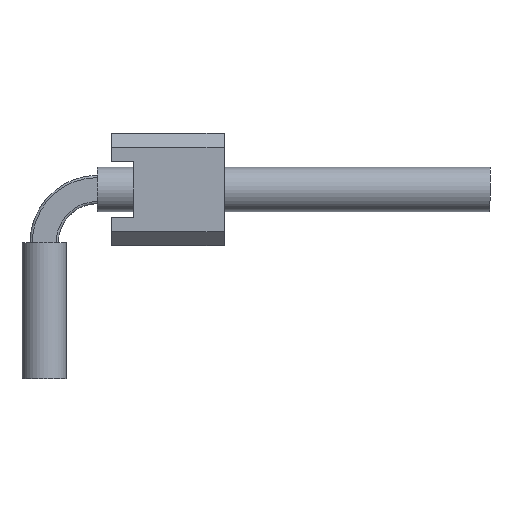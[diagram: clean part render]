
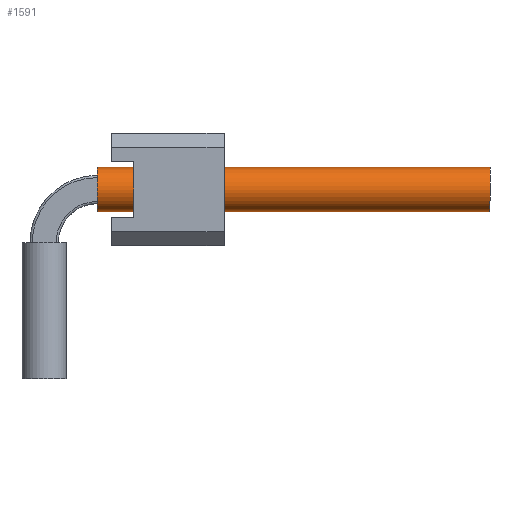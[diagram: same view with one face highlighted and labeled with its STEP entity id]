
A CAD part, left-side view. The second image highlights one B-rep face of the part: STEP entity #1591.
In plain terms, the highlighted cylindrical face has radius 0.5 mm (diameter 1 mm), a full revolution.
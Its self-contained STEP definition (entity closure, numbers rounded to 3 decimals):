
#888=ORIENTED_EDGE('',*,*,#1112,.F.);
#889=ORIENTED_EDGE('',*,*,#1113,.T.);
#1112=EDGE_CURVE('',#1260,#1260,#1304,.T.);
#1113=EDGE_CURVE('',#1261,#1261,#1305,.T.);
#1260=VERTEX_POINT('',#2691);
#1261=VERTEX_POINT('',#2693);
#1304=CIRCLE('',#1775,0.5);
#1305=CIRCLE('',#1776,0.5);
#1394=EDGE_LOOP('',(#888));
#1395=EDGE_LOOP('',(#889));
#1484=FACE_BOUND('',#1394,.T.);
#1485=FACE_BOUND('',#1395,.T.);
#1509=CYLINDRICAL_SURFACE('',#1774,0.5);
#1591=ADVANCED_FACE('',(#1484,#1485),#1509,.F.);
#1774=AXIS2_PLACEMENT_3D('',#2689,#2226,#2227);
#1775=AXIS2_PLACEMENT_3D('',#2690,#2228,#2229);
#1776=AXIS2_PLACEMENT_3D('',#2692,#2230,#2231);
#2226=DIRECTION('',(1.,0.,0.));
#2227=DIRECTION('',(0.,0.,-1.));
#2228=DIRECTION('',(-1.,0.,0.));
#2229=DIRECTION('',(0.,0.,1.));
#2230=DIRECTION('',(-1.,0.,0.));
#2231=DIRECTION('',(0.,0.,1.));
#2689=CARTESIAN_POINT('',(1.2,0.,4.27));
#2690=CARTESIAN_POINT('',(10.06,0.,4.27));
#2691=CARTESIAN_POINT('',(10.06,0.,4.77));
#2692=CARTESIAN_POINT('',(1.2,0.,4.27));
#2693=CARTESIAN_POINT('',(1.2,0.,4.77));
